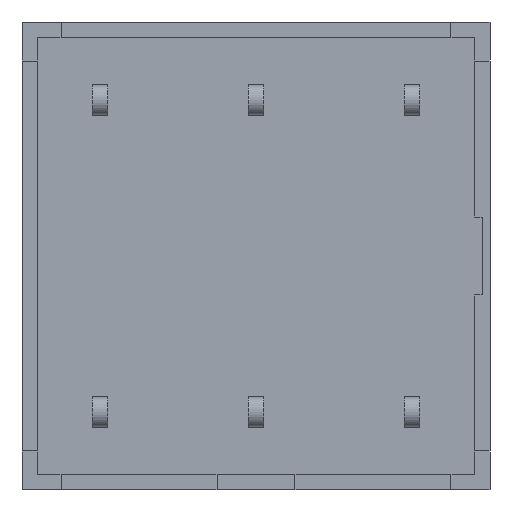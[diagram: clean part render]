
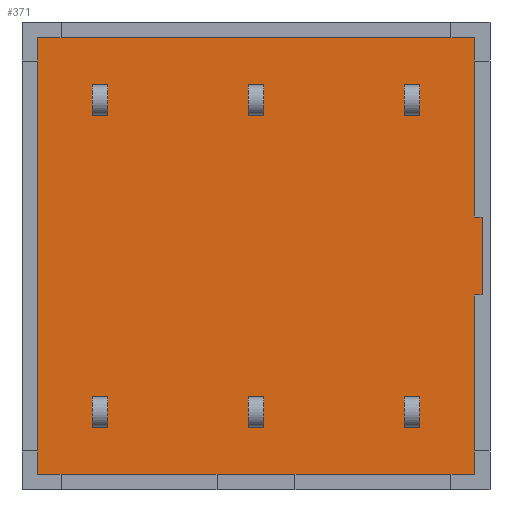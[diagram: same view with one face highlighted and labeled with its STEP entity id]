
A CAD part, front view. The second image highlights one B-rep face of the part: STEP entity #371.
In plain terms, the highlighted planar face has unit normal (0, -1, 0).
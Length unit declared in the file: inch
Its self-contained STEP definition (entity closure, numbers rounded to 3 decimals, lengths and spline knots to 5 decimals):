
#371 = ADVANCED_FACE( '', ( #678 ), #679, .F. );
#678 = FACE_OUTER_BOUND( '', #950, .T. );
#679 = PLANE( '', #951 );
#950 = EDGE_LOOP( '', ( #1698, #1699, #1700, #1701, #1702, #1703, #1704, #1705 ) );
#951 = AXIS2_PLACEMENT_3D( '', #1706, #1707, #1708 );
#1698 = ORIENTED_EDGE( '', *, *, #2061, .F. );
#1699 = ORIENTED_EDGE( '', *, *, #1973, .F. );
#1700 = ORIENTED_EDGE( '', *, *, #1965, .F. );
#1701 = ORIENTED_EDGE( '', *, *, #2044, .F. );
#1702 = ORIENTED_EDGE( '', *, *, #1898, .F. );
#1703 = ORIENTED_EDGE( '', *, *, #1776, .F. );
#1704 = ORIENTED_EDGE( '', *, *, #1926, .F. );
#1705 = ORIENTED_EDGE( '', *, *, #2005, .F. );
#1706 = CARTESIAN_POINT( '', ( 0., 0.016, 0. ) );
#1707 = DIRECTION( '', ( 0., 1., 0. ) );
#1708 = DIRECTION( '', ( 0., 0., 1. ) );
#1776 = EDGE_CURVE( '', #2096, #2098, #2099, .T. );
#1898 = EDGE_CURVE( '', #2098, #2302, #2303, .T. );
#1926 = EDGE_CURVE( '', #2342, #2096, #2344, .T. );
#1965 = EDGE_CURVE( '', #2401, #2403, #2404, .T. );
#1973 = EDGE_CURVE( '', #2403, #2415, #2416, .T. );
#2005 = EDGE_CURVE( '', #2453, #2342, #2455, .T. );
#2044 = EDGE_CURVE( '', #2302, #2401, #2500, .T. );
#2061 = EDGE_CURVE( '', #2415, #2453, #2518, .T. );
#2096 = VERTEX_POINT( '', #2560 );
#2098 = VERTEX_POINT( '', #2563 );
#2099 = LINE( '', #2564, #2565 );
#2302 = VERTEX_POINT( '', #2849 );
#2303 = LINE( '', #2850, #2851 );
#2342 = VERTEX_POINT( '', #2908 );
#2344 = LINE( '', #2911, #2912 );
#2401 = VERTEX_POINT( '', #2994 );
#2403 = VERTEX_POINT( '', #2997 );
#2404 = LINE( '', #2998, #2999 );
#2415 = VERTEX_POINT( '', #3016 );
#2416 = LINE( '', #3017, #3018 );
#2453 = VERTEX_POINT( '', #3074 );
#2455 = LINE( '', #3077, #3078 );
#2500 = LINE( '', #3140, #3141 );
#2518 = LINE( '', #3164, #3165 );
#2560 = CARTESIAN_POINT( '', ( -0.05, 0.016, 0.29 ) );
#2563 = CARTESIAN_POINT( '', ( 0.05, 0.016, 0.29 ) );
#2564 = CARTESIAN_POINT( '', ( -0.05, 0.016, 0.29 ) );
#2565 = VECTOR( '', #3194, 39.37008 );
#2849 = CARTESIAN_POINT( '', ( 0.05, 0.016, 0.28 ) );
#2850 = CARTESIAN_POINT( '', ( 0.05, 0.016, 0.29 ) );
#2851 = VECTOR( '', #3327, 39.37008 );
#2908 = CARTESIAN_POINT( '', ( -0.05, 0.016, 0.28 ) );
#2911 = CARTESIAN_POINT( '', ( -0.05, 0.016, 0.28 ) );
#2912 = VECTOR( '', #3356, 39.37008 );
#2994 = CARTESIAN_POINT( '', ( 0.28, 0.016, 0.28 ) );
#2997 = CARTESIAN_POINT( '', ( 0.28, 0.016, -0.28 ) );
#2998 = CARTESIAN_POINT( '', ( 0.28, 0.016, 0.28 ) );
#2999 = VECTOR( '', #3389, 39.37008 );
#3016 = CARTESIAN_POINT( '', ( -0.28, 0.016, -0.28 ) );
#3017 = CARTESIAN_POINT( '', ( 0.28, 0.016, -0.28 ) );
#3018 = VECTOR( '', #3396, 39.37008 );
#3074 = CARTESIAN_POINT( '', ( -0.28, 0.016, 0.28 ) );
#3077 = CARTESIAN_POINT( '', ( -0.28, 0.016, 0.28 ) );
#3078 = VECTOR( '', #3423, 39.37008 );
#3140 = CARTESIAN_POINT( '', ( 0.05, 0.016, 0.28 ) );
#3141 = VECTOR( '', #3456, 39.37008 );
#3164 = CARTESIAN_POINT( '', ( -0.28, 0.016, -0.28 ) );
#3165 = VECTOR( '', #3462, 39.37008 );
#3194 = DIRECTION( '', ( 1., 0., 0. ) );
#3327 = DIRECTION( '', ( 0., 0., -1. ) );
#3356 = DIRECTION( '', ( 0., 0., 1. ) );
#3389 = DIRECTION( '', ( 0., 0., -1. ) );
#3396 = DIRECTION( '', ( -1., 0., 0. ) );
#3423 = DIRECTION( '', ( 1., 0., 0. ) );
#3456 = DIRECTION( '', ( 1., 0., 0. ) );
#3462 = DIRECTION( '', ( 0., 0., 1. ) );
